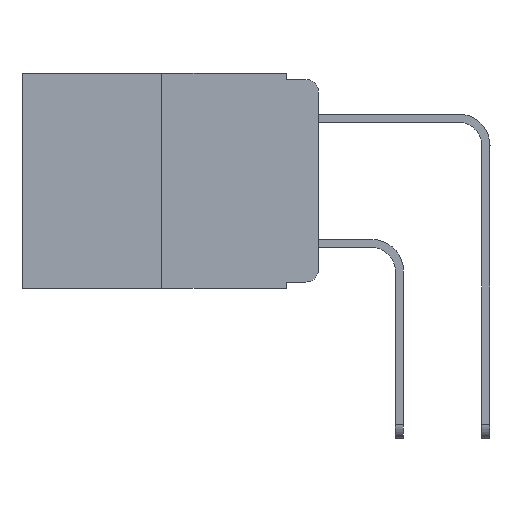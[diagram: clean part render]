
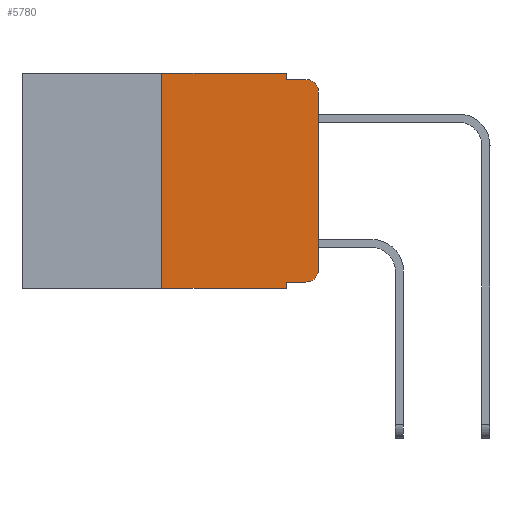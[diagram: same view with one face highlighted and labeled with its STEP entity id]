
A CAD part, left-side view. The second image highlights one B-rep face of the part: STEP entity #5780.
In plain terms, the highlighted planar face has unit normal (-1, 0, 0).
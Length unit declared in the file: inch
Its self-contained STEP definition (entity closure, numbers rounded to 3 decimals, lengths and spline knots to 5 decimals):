
#87 = CARTESIAN_POINT ( 'NONE',  ( 0., 0.02, -0.01 ) ) ;
#382 = DIRECTION ( 'NONE',  ( 0., 0., -1. ) ) ;
#409 = EDGE_CURVE ( 'NONE', #14373, #1155, #8069, .T. ) ;
#416 = CARTESIAN_POINT ( 'NONE',  ( 0., 0.02, -0.03 ) ) ;
#521 = LINE ( 'NONE', #5380, #11992 ) ;
#741 = EDGE_CURVE ( 'NONE', #6990, #8302, #13037, .T. ) ;
#870 = DIRECTION ( 'NONE',  ( 0., 0., 1. ) ) ;
#1079 = DIRECTION ( 'NONE',  ( 0., 0., -1. ) ) ;
#1155 = VERTEX_POINT ( 'NONE', #87 ) ;
#1729 = EDGE_CURVE ( 'NONE', #2676, #1155, #11834, .T. ) ;
#1792 = ORIENTED_EDGE ( 'NONE', *, *, #5291, .T. ) ;
#1817 = CARTESIAN_POINT ( 'NONE',  ( 0., 0.051, -0.343 ) ) ;
#1959 = VERTEX_POINT ( 'NONE', #5100 ) ;
#2359 = CARTESIAN_POINT ( 'NONE',  ( 0., 0.051, -0.01 ) ) ;
#2455 = CARTESIAN_POINT ( 'NONE',  ( 0., 0.051, 0. ) ) ;
#2676 = VERTEX_POINT ( 'NONE', #12424 ) ;
#2679 = DIRECTION ( 'NONE',  ( 0., -1., 0. ) ) ;
#2765 = VERTEX_POINT ( 'NONE', #1817 ) ;
#2878 = ORIENTED_EDGE ( 'NONE', *, *, #1729, .T. ) ;
#2894 = VECTOR ( 'NONE', #8852, 39.37008 ) ;
#3033 = ORIENTED_EDGE ( 'NONE', *, *, #7985, .F. ) ;
#3276 = EDGE_CURVE ( 'NONE', #14472, #1959, #7877, .T. ) ;
#3551 = AXIS2_PLACEMENT_3D ( 'NONE', #416, #11478, #5238 ) ;
#3582 = EDGE_CURVE ( 'NONE', #9914, #14373, #11496, .T. ) ;
#4159 = CARTESIAN_POINT ( 'NONE',  ( 0., 0.051, -0.333 ) ) ;
#4208 = DIRECTION ( 'NONE',  ( 0., -1., 0. ) ) ;
#4241 = CARTESIAN_POINT ( 'NONE',  ( 0., 0.25, 0. ) ) ;
#4260 = VECTOR ( 'NONE', #870, 39.37008 ) ;
#4938 = LINE ( 'NONE', #4159, #9340 ) ;
#5094 = CARTESIAN_POINT ( 'NONE',  ( 0., 0.473, 0. ) ) ;
#5100 = CARTESIAN_POINT ( 'NONE',  ( 0., 0., -0.313 ) ) ;
#5238 = DIRECTION ( 'NONE',  ( 0., 0., -1. ) ) ;
#5291 = EDGE_CURVE ( 'NONE', #6832, #14472, #4938, .T. ) ;
#5380 = CARTESIAN_POINT ( 'NONE',  ( 0., 0.473, -0.343 ) ) ;
#5412 = DIRECTION ( 'NONE',  ( 0., 0., 1. ) ) ;
#5670 = PLANE ( 'NONE',  #12624 ) ;
#5780 = ADVANCED_FACE ( 'NONE', ( #6263 ), #5670, .F. ) ;
#6263 = FACE_OUTER_BOUND ( 'NONE', #12431, .T. ) ;
#6576 = ORIENTED_EDGE ( 'NONE', *, *, #9322, .T. ) ;
#6735 = EDGE_CURVE ( 'NONE', #6990, #2765, #521, .T. ) ;
#6832 = VERTEX_POINT ( 'NONE', #9146 ) ;
#6916 = VECTOR ( 'NONE', #11590, 39.37008 ) ;
#6990 = VERTEX_POINT ( 'NONE', #10703 ) ;
#6999 = CARTESIAN_POINT ( 'NONE',  ( 0., 0.473, 0. ) ) ;
#7161 = LINE ( 'NONE', #11238, #7359 ) ;
#7359 = VECTOR ( 'NONE', #382, 39.37008 ) ;
#7507 = ORIENTED_EDGE ( 'NONE', *, *, #409, .F. ) ;
#7877 = CIRCLE ( 'NONE', #12600, 0.02 ) ;
#7985 = EDGE_CURVE ( 'NONE', #8302, #9914, #13116, .T. ) ;
#8010 = EDGE_CURVE ( 'NONE', #6832, #2765, #7161, .T. ) ;
#8069 = LINE ( 'NONE', #2359, #6916 ) ;
#8287 = ORIENTED_EDGE ( 'NONE', *, *, #3582, .F. ) ;
#8300 = CARTESIAN_POINT ( 'NONE',  ( 0., 0.02, -0.313 ) ) ;
#8302 = VERTEX_POINT ( 'NONE', #10649 ) ;
#8463 = DIRECTION ( 'NONE',  ( -1., 0., 0. ) ) ;
#8852 = DIRECTION ( 'NONE',  ( 0., 0., -1. ) ) ;
#8901 = CARTESIAN_POINT ( 'NONE',  ( 0., 0.051, 0. ) ) ;
#9146 = CARTESIAN_POINT ( 'NONE',  ( 0., 0.051, -0.333 ) ) ;
#9322 = EDGE_CURVE ( 'NONE', #1959, #2676, #10388, .T. ) ;
#9340 = VECTOR ( 'NONE', #10418, 39.37008 ) ;
#9914 = VERTEX_POINT ( 'NONE', #2455 ) ;
#10388 = LINE ( 'NONE', #10620, #4260 ) ;
#10418 = DIRECTION ( 'NONE',  ( 0., -1., 0. ) ) ;
#10620 = CARTESIAN_POINT ( 'NONE',  ( 0., 0., 0. ) ) ;
#10649 = CARTESIAN_POINT ( 'NONE',  ( 0., 0.25, 0. ) ) ;
#10703 = CARTESIAN_POINT ( 'NONE',  ( 0., 0.25, -0.343 ) ) ;
#11179 = VECTOR ( 'NONE', #2679, 39.37008 ) ;
#11238 = CARTESIAN_POINT ( 'NONE',  ( 0., 0.051, 0. ) ) ;
#11412 = ORIENTED_EDGE ( 'NONE', *, *, #6735, .T. ) ;
#11478 = DIRECTION ( 'NONE',  ( -1., 0., 0. ) ) ;
#11496 = LINE ( 'NONE', #8901, #2894 ) ;
#11590 = DIRECTION ( 'NONE',  ( 0., -1., 0. ) ) ;
#11834 = CIRCLE ( 'NONE', #3551, 0.02 ) ;
#11875 = CARTESIAN_POINT ( 'NONE',  ( 0., 0.051, -0.01 ) ) ;
#11877 = ORIENTED_EDGE ( 'NONE', *, *, #3276, .T. ) ;
#11992 = VECTOR ( 'NONE', #4208, 39.37008 ) ;
#12077 = DIRECTION ( 'NONE',  ( 1., 0., 0. ) ) ;
#12424 = CARTESIAN_POINT ( 'NONE',  ( 0., 0., -0.03 ) ) ;
#12431 = EDGE_LOOP ( 'NONE', ( #6576, #2878, #7507, #8287, #3033, #13141, #11412, #13201, #1792, #11877 ) ) ;
#12600 = AXIS2_PLACEMENT_3D ( 'NONE', #8300, #8463, #1079 ) ;
#12624 = AXIS2_PLACEMENT_3D ( 'NONE', #6999, #12077, #15648 ) ;
#13037 = LINE ( 'NONE', #4241, #14564 ) ;
#13116 = LINE ( 'NONE', #5094, #11179 ) ;
#13141 = ORIENTED_EDGE ( 'NONE', *, *, #741, .F. ) ;
#13201 = ORIENTED_EDGE ( 'NONE', *, *, #8010, .F. ) ;
#14373 = VERTEX_POINT ( 'NONE', #11875 ) ;
#14454 = CARTESIAN_POINT ( 'NONE',  ( 0., 0.02, -0.333 ) ) ;
#14472 = VERTEX_POINT ( 'NONE', #14454 ) ;
#14564 = VECTOR ( 'NONE', #5412, 39.37008 ) ;
#15648 = DIRECTION ( 'NONE',  ( 0., 0., -1. ) ) ;
